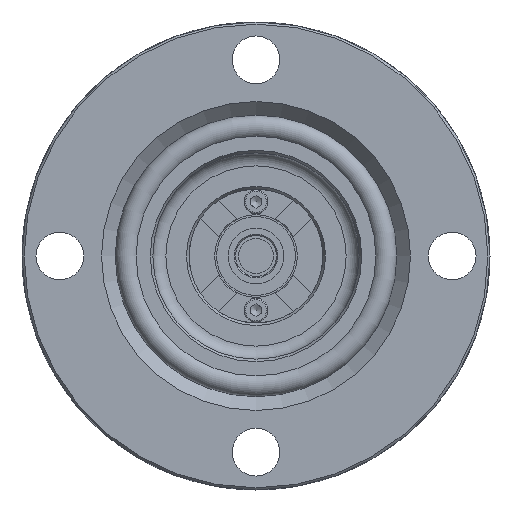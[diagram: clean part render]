
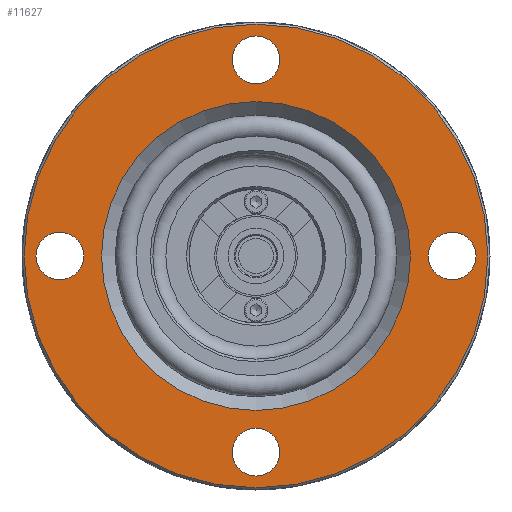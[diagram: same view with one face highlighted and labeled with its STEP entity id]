
A CAD part, left-side view. The second image highlights one B-rep face of the part: STEP entity #11627.
In plain terms, the highlighted planar face has unit normal (-1, 0, 0).
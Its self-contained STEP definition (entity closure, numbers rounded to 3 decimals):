
#956=FACE_BOUND('',#3435,.T.);
#957=FACE_BOUND('',#3436,.T.);
#958=FACE_BOUND('',#3437,.T.);
#959=FACE_BOUND('',#3438,.T.);
#960=FACE_BOUND('',#3439,.T.);
#2484=PLANE('',#12413);
#2750=FACE_OUTER_BOUND('',#3434,.T.);
#3434=EDGE_LOOP('',(#7993));
#3435=EDGE_LOOP('',(#7994,#7995));
#3436=EDGE_LOOP('',(#7996));
#3437=EDGE_LOOP('',(#7997));
#3438=EDGE_LOOP('',(#7998));
#3439=EDGE_LOOP('',(#7999));
#4214=CIRCLE('',#12414,53.475);
#4215=CIRCLE('',#12415,35.626);
#4216=CIRCLE('',#12416,35.626);
#4217=CIRCLE('',#12417,5.5);
#4218=CIRCLE('',#12418,5.5);
#4219=CIRCLE('',#12419,5.5);
#4220=CIRCLE('',#12420,5.5);
#4820=VERTEX_POINT('',#16907);
#4821=VERTEX_POINT('',#16909);
#4822=VERTEX_POINT('',#16910);
#4823=VERTEX_POINT('',#16913);
#4824=VERTEX_POINT('',#16915);
#4825=VERTEX_POINT('',#16917);
#4826=VERTEX_POINT('',#16919);
#6069=EDGE_CURVE('',#4820,#4820,#4214,.T.);
#6070=EDGE_CURVE('',#4821,#4822,#4215,.T.);
#6071=EDGE_CURVE('',#4822,#4821,#4216,.T.);
#6072=EDGE_CURVE('',#4823,#4823,#4217,.T.);
#6073=EDGE_CURVE('',#4824,#4824,#4218,.T.);
#6074=EDGE_CURVE('',#4825,#4825,#4219,.T.);
#6075=EDGE_CURVE('',#4826,#4826,#4220,.T.);
#7993=ORIENTED_EDGE('',*,*,#6069,.F.);
#7994=ORIENTED_EDGE('',*,*,#6070,.T.);
#7995=ORIENTED_EDGE('',*,*,#6071,.T.);
#7996=ORIENTED_EDGE('',*,*,#6072,.T.);
#7997=ORIENTED_EDGE('',*,*,#6073,.T.);
#7998=ORIENTED_EDGE('',*,*,#6074,.T.);
#7999=ORIENTED_EDGE('',*,*,#6075,.T.);
#11627=ADVANCED_FACE('',(#2750,#956,#957,#958,#959,#960),#2484,.T.);
#12413=AXIS2_PLACEMENT_3D('',#16906,#13603,#13604);
#12414=AXIS2_PLACEMENT_3D('',#16908,#13605,#13606);
#12415=AXIS2_PLACEMENT_3D('',#16911,#13607,#13608);
#12416=AXIS2_PLACEMENT_3D('',#16912,#13609,#13610);
#12417=AXIS2_PLACEMENT_3D('',#16914,#13611,#13612);
#12418=AXIS2_PLACEMENT_3D('',#16916,#13613,#13614);
#12419=AXIS2_PLACEMENT_3D('',#16918,#13615,#13616);
#12420=AXIS2_PLACEMENT_3D('',#16920,#13617,#13618);
#13603=DIRECTION('center_axis',(-1.,0.,0.));
#13604=DIRECTION('ref_axis',(0.,0.,1.));
#13605=DIRECTION('center_axis',(1.,0.,0.));
#13606=DIRECTION('ref_axis',(0.,-1.,0.));
#13607=DIRECTION('center_axis',(1.,0.,0.));
#13608=DIRECTION('ref_axis',(0.,0.,1.));
#13609=DIRECTION('center_axis',(1.,0.,0.));
#13610=DIRECTION('ref_axis',(0.,0.,1.));
#13611=DIRECTION('center_axis',(1.,0.,0.));
#13612=DIRECTION('ref_axis',(0.,1.,0.));
#13613=DIRECTION('center_axis',(1.,0.,0.));
#13614=DIRECTION('ref_axis',(0.,0.,-1.));
#13615=DIRECTION('center_axis',(1.,0.,0.));
#13616=DIRECTION('ref_axis',(0.,-1.,0.));
#13617=DIRECTION('center_axis',(1.,0.,0.));
#13618=DIRECTION('ref_axis',(0.,0.,1.));
#16906=CARTESIAN_POINT('Origin',(0.,0.,0.));
#16907=CARTESIAN_POINT('',(0.,53.475,0.));
#16908=CARTESIAN_POINT('Origin',(0.,0.,0.));
#16909=CARTESIAN_POINT('',(0.,0.,35.626));
#16910=CARTESIAN_POINT('',(0.,0.,
-35.626));
#16911=CARTESIAN_POINT('Origin',(0.,0.,0.));
#16912=CARTESIAN_POINT('Origin',(0.,0.,0.));
#16913=CARTESIAN_POINT('',(0.,39.75,0.));
#16914=CARTESIAN_POINT('Origin',(0.,45.25,0.));
#16915=CARTESIAN_POINT('',(0.,0.,-39.75));
#16916=CARTESIAN_POINT('Origin',(0.,0.,-45.25));
#16917=CARTESIAN_POINT('',(0.,-39.75,0.));
#16918=CARTESIAN_POINT('Origin',(0.,-45.25,0.));
#16919=CARTESIAN_POINT('',(0.,0.,39.75));
#16920=CARTESIAN_POINT('Origin',(0.,0.,45.25));
